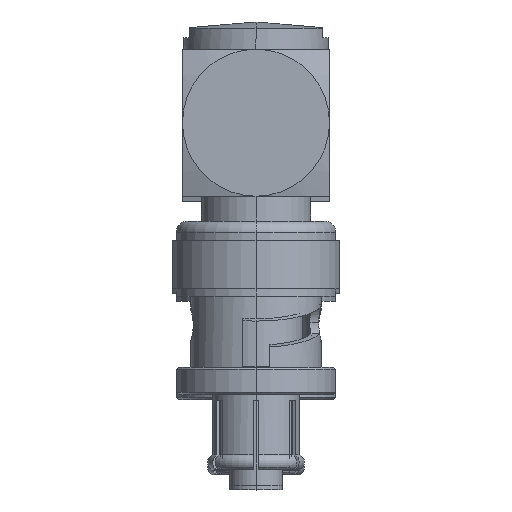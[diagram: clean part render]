
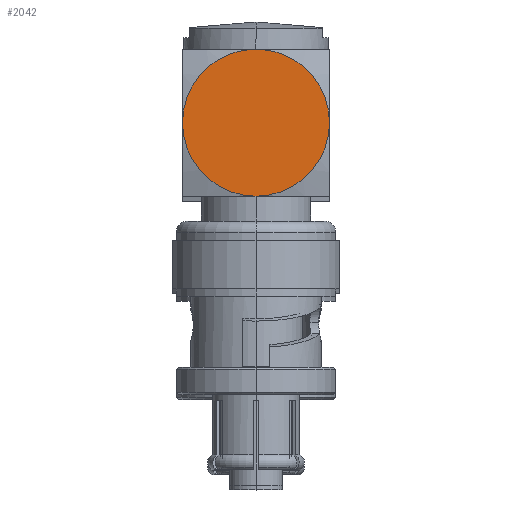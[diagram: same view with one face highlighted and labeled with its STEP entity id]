
A CAD part, top view. The second image highlights one B-rep face of the part: STEP entity #2042.
In plain terms, the highlighted face is planar.
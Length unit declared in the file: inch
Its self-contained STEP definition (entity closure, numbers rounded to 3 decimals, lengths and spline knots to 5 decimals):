
#81 = AXIS2_PLACEMENT_3D ( 'NONE', #4098, #7785, #2838 ) ;
#178 = VERTEX_POINT ( 'NONE', #4632 ) ;
#1050 = DIRECTION ( 'NONE',  ( 0., 1., 0. ) ) ;
#1240 = DIRECTION ( 'NONE',  ( -1., 0., 0. ) ) ;
#1379 = DIRECTION ( 'NONE',  ( 0., 0., -1. ) ) ;
#1433 = DIRECTION ( 'NONE',  ( -1., 0., 0. ) ) ;
#1496 = EDGE_CURVE ( 'NONE', #7615, #7090, #6170, .T. ) ;
#1980 = AXIS2_PLACEMENT_3D ( 'NONE', #6020, #6600, #1050 ) ;
#2042 = ADVANCED_FACE ( 'NONE', ( #6623 ), #5282, .T. ) ;
#2362 = ORIENTED_EDGE ( 'NONE', *, *, #5372, .T. ) ;
#2433 = AXIS2_PLACEMENT_3D ( 'NONE', #4208, #1240, #2945 ) ;
#2570 = CIRCLE ( 'NONE', #2433, 0.25 ) ;
#2838 = DIRECTION ( 'NONE',  ( 0., 0., 1. ) ) ;
#2927 = AXIS2_PLACEMENT_3D ( 'NONE', #4560, #1433, #7675 ) ;
#2945 = DIRECTION ( 'NONE',  ( 0., -1., 0. ) ) ;
#3021 = ORIENTED_EDGE ( 'NONE', *, *, #6930, .T. ) ;
#3276 = ORIENTED_EDGE ( 'NONE', *, *, #4925, .T. ) ;
#3364 = CARTESIAN_POINT ( 'NONE',  ( -0.25, -1.15702, 0.25 ) ) ;
#3792 = CARTESIAN_POINT ( 'NONE',  ( -0.25, -0.90702, 0. ) ) ;
#3817 = CARTESIAN_POINT ( 'NONE',  ( -0.25, -1.15702, 0. ) ) ;
#4098 = CARTESIAN_POINT ( 'NONE',  ( -0.25, -0.90702, -0.25 ) ) ;
#4208 = CARTESIAN_POINT ( 'NONE',  ( -0.25, -1.15702, 0. ) ) ;
#4560 = CARTESIAN_POINT ( 'NONE',  ( -0.25, -1.15702, 0. ) ) ;
#4632 = CARTESIAN_POINT ( 'NONE',  ( -0.25, -1.40702, 0. ) ) ;
#4925 = EDGE_CURVE ( 'NONE', #7239, #178, #6830, .T. ) ;
#5202 = DIRECTION ( 'NONE',  ( -1., 0., 0. ) ) ;
#5282 = PLANE ( 'NONE',  #81 ) ;
#5292 = ORIENTED_EDGE ( 'NONE', *, *, #1496, .T. ) ;
#5372 = EDGE_CURVE ( 'NONE', #178, #7615, #2570, .T. ) ;
#5671 = EDGE_LOOP ( 'NONE', ( #5292, #3021, #3276, #2362 ) ) ;
#6020 = CARTESIAN_POINT ( 'NONE',  ( -0.25, -1.15702, 0. ) ) ;
#6050 = CARTESIAN_POINT ( 'NONE',  ( -0.25, -1.15702, -0.25 ) ) ;
#6170 = CIRCLE ( 'NONE', #2927, 0.25 ) ;
#6600 = DIRECTION ( 'NONE',  ( -1., 0., 0. ) ) ;
#6623 = FACE_OUTER_BOUND ( 'NONE', #5671, .T. ) ;
#6687 = AXIS2_PLACEMENT_3D ( 'NONE', #3817, #5202, #1379 ) ;
#6830 = CIRCLE ( 'NONE', #6687, 0.25 ) ;
#6918 = CIRCLE ( 'NONE', #1980, 0.25 ) ;
#6930 = EDGE_CURVE ( 'NONE', #7090, #7239, #6918, .T. ) ;
#7090 = VERTEX_POINT ( 'NONE', #3792 ) ;
#7239 = VERTEX_POINT ( 'NONE', #6050 ) ;
#7615 = VERTEX_POINT ( 'NONE', #3364 ) ;
#7675 = DIRECTION ( 'NONE',  ( 0., 0., 1. ) ) ;
#7785 = DIRECTION ( 'NONE',  ( -1., 0., 0. ) ) ;
